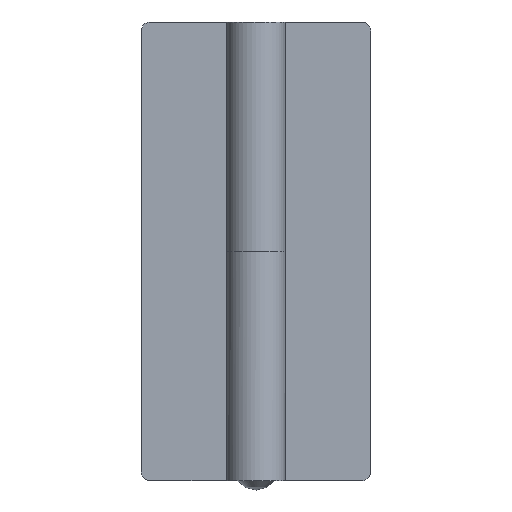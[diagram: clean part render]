
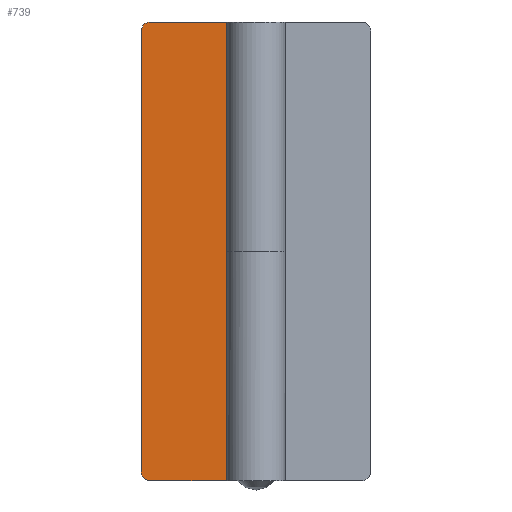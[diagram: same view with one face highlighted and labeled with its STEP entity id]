
A CAD part, front view. The second image highlights one B-rep face of the part: STEP entity #739.
In plain terms, the highlighted free-form (B-spline) face has degree [1, 1] with [2, 2] control points.
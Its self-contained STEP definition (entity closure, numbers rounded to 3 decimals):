
#338=CARTESIAN_POINT('',(-3.0,2.0,0.0));
#339=VERTEX_POINT('',#338);
#340=CARTESIAN_POINT('',(-3.0,2.0,25.0));
#341=VERTEX_POINT('',#340);
#342=CARTESIAN_POINT('',(-3.0,2.0,0.0));
#343=CARTESIAN_POINT('',(-3.0,2.0,25.0));
#344=QUASI_UNIFORM_CURVE('',1,(#342,#343),.UNSPECIFIED.,.F.,.U.);
#345=EDGE_CURVE('',#339,#341,#344,.T.);
#404=CARTESIAN_POINT('',(0.0,2.0,25.0));
#405=VERTEX_POINT('',#404);
#425=CARTESIAN_POINT('',(-3.0,2.0,25.0));
#426=CARTESIAN_POINT('',(0.0,2.0,25.0));
#427=QUASI_UNIFORM_CURVE('',1,(#425,#426),.UNSPECIFIED.,.F.,.U.);
#428=EDGE_CURVE('',#341,#405,#427,.T.);
#453=CARTESIAN_POINT('',(-11.5,2.0,50.0));
#454=VERTEX_POINT('',#453);
#455=CARTESIAN_POINT('',(-12.5,2.0,49.0));
#456=VERTEX_POINT('',#455);
#457=CARTESIAN_POINT('',(-11.5,2.0,50.0));
#458=CARTESIAN_POINT('',(-12.5,2.,50.0));
#459=CARTESIAN_POINT('',(-12.5,2.0,49.0));
#467=(BOUNDED_CURVE()B_SPLINE_CURVE(2,(#457,#458,#459),.UNSPECIFIED.,.F.,.U.)CURVE()GEOMETRIC_REPRESENTATION_ITEM()QUASI_UNIFORM_CURVE()RATIONAL_B_SPLINE_CURVE((1.0,0.707,1.0))REPRESENTATION_ITEM(''));
#468=EDGE_CURVE('',#454,#456,#467,.T.);
#514=CARTESIAN_POINT('',(-12.5,2.0,1.0));
#515=VERTEX_POINT('',#514);
#516=CARTESIAN_POINT('',(-11.5,2.0,0.0));
#517=VERTEX_POINT('',#516);
#518=CARTESIAN_POINT('',(-12.5,2.0,1.0));
#519=CARTESIAN_POINT('',(-12.5,2.,0.0));
#520=CARTESIAN_POINT('',(-11.5,2.0,0.0));
#528=(BOUNDED_CURVE()B_SPLINE_CURVE(2,(#518,#519,#520),.UNSPECIFIED.,.F.,.U.)CURVE()GEOMETRIC_REPRESENTATION_ITEM()QUASI_UNIFORM_CURVE()RATIONAL_B_SPLINE_CURVE((1.0,0.707,1.0))REPRESENTATION_ITEM(''));
#529=EDGE_CURVE('',#515,#517,#528,.T.);
#567=CARTESIAN_POINT('',(0.,2.0,50.0));
#568=VERTEX_POINT('',#567);
#569=CARTESIAN_POINT('',(0.,2.0,50.0));
#570=CARTESIAN_POINT('',(-11.5,2.0,50.0));
#571=QUASI_UNIFORM_CURVE('',1,(#569,#570),.UNSPECIFIED.,.F.,.U.);
#572=EDGE_CURVE('',#568,#454,#571,.T.);
#643=CARTESIAN_POINT('',(-12.5,2.0,1.0));
#644=CARTESIAN_POINT('',(-12.5,2.0,49.0));
#645=QUASI_UNIFORM_CURVE('',1,(#643,#644),.UNSPECIFIED.,.F.,.U.);
#646=EDGE_CURVE('',#515,#456,#645,.T.);
#673=CARTESIAN_POINT('',(0.0,2.0,25.0));
#674=CARTESIAN_POINT('',(0.,2.0,50.0));
#675=QUASI_UNIFORM_CURVE('',1,(#673,#674),.UNSPECIFIED.,.F.,.U.);
#676=EDGE_CURVE('',#405,#568,#675,.T.);
#715=CARTESIAN_POINT('',(-3.0,2.0,0.0));
#716=CARTESIAN_POINT('',(-11.5,2.0,0.0));
#717=QUASI_UNIFORM_CURVE('',1,(#715,#716),.UNSPECIFIED.,.F.,.U.);
#718=EDGE_CURVE('',#339,#517,#717,.T.);
#724=CARTESIAN_POINT('',(-13.124,2.0,-2.497));
#725=CARTESIAN_POINT('',(-13.124,2.0,52.498));
#726=CARTESIAN_POINT('',(0.624,2.0,-2.497));
#727=CARTESIAN_POINT('',(0.624,2.0,52.498));
#728=B_SPLINE_SURFACE_WITH_KNOTS('',1,1,((#724,#726),(#725,#727)),.UNSPECIFIED.,.F.,.F.,.U.,(2,2),(2,2),(0.0,54.995),(0.0,13.749),.UNSPECIFIED.);
#729=ORIENTED_EDGE('',*,*,#428,.T.);
#730=ORIENTED_EDGE('',*,*,#676,.T.);
#731=ORIENTED_EDGE('',*,*,#572,.T.);
#732=ORIENTED_EDGE('',*,*,#468,.T.);
#733=ORIENTED_EDGE('',*,*,#646,.F.);
#734=ORIENTED_EDGE('',*,*,#529,.T.);
#735=ORIENTED_EDGE('',*,*,#718,.F.);
#736=ORIENTED_EDGE('',*,*,#345,.T.);
#737=EDGE_LOOP('',(#729,#730,#731,#732,#733,#734,#735,#736));
#738=FACE_OUTER_BOUND('',#737,.T.);
#739=ADVANCED_FACE('',(#738),#728,.F.);
